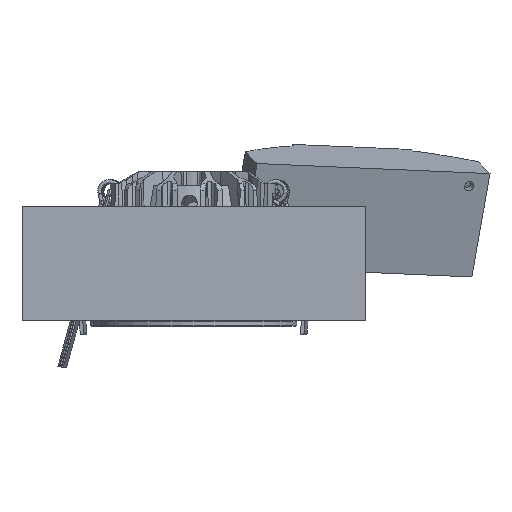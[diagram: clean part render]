
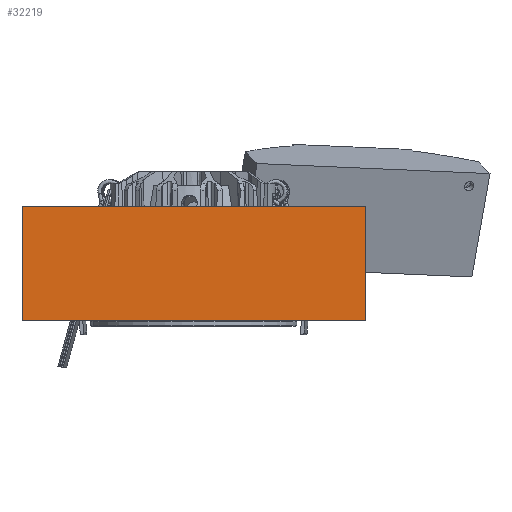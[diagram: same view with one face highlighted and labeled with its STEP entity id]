
A CAD part, left-side view. The second image highlights one B-rep face of the part: STEP entity #32219.
In plain terms, the highlighted face is planar.
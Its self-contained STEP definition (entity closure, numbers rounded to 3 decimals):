
#1263 = CARTESIAN_POINT ( 'NONE',  ( 0., 0., 0. ) ) ;
#1435 = EDGE_CURVE ( 'NONE', #59801, #14819, #21013, .T. ) ;
#1521 = CARTESIAN_POINT ( 'NONE',  ( -60., 0., 20. ) ) ;
#5803 = AXIS2_PLACEMENT_3D ( 'NONE', #1263, #43768, #15499 ) ;
#5825 = PLANE ( 'NONE',  #5803 ) ;
#5906 = CARTESIAN_POINT ( 'NONE',  ( -60., 0., -20. ) ) ;
#10693 = FACE_OUTER_BOUND ( 'NONE', #42176, .T. ) ;
#14159 = ORIENTED_EDGE ( 'NONE', *, *, #55149, .F. ) ;
#14819 = VERTEX_POINT ( 'NONE', #1521 ) ;
#15385 = DIRECTION ( 'NONE',  ( -1., 0., 0. ) ) ;
#15499 = DIRECTION ( 'NONE',  ( 0., 0., 1. ) ) ;
#16574 = CARTESIAN_POINT ( 'NONE',  ( 60., 0., -20. ) ) ;
#18159 = VERTEX_POINT ( 'NONE', #27427 ) ;
#21013 = LINE ( 'NONE', #53590, #47577 ) ;
#22827 = VECTOR ( 'NONE', #15385, 1000. ) ;
#25441 = ORIENTED_EDGE ( 'NONE', *, *, #1435, .F. ) ;
#26738 = LINE ( 'NONE', #43407, #51846 ) ;
#27427 = CARTESIAN_POINT ( 'NONE',  ( 60., 0., 20. ) ) ;
#27614 = EDGE_CURVE ( 'NONE', #18159, #51999, #29740, .T. ) ;
#29740 = LINE ( 'NONE', #56528, #53381 ) ;
#32219 = ADVANCED_FACE ( 'NONE', ( #10693 ), #5825, .F. ) ;
#36052 = LINE ( 'NONE', #5906, #22827 ) ;
#36270 = DIRECTION ( 'NONE',  ( 0., 0., 1. ) ) ;
#37903 = CARTESIAN_POINT ( 'NONE',  ( -60., 0., -20. ) ) ;
#38675 = DIRECTION ( 'NONE',  ( 1., 0., 0. ) ) ;
#42176 = EDGE_LOOP ( 'NONE', ( #56311, #14159, #25441, #54597 ) ) ;
#43407 = CARTESIAN_POINT ( 'NONE',  ( -60., 0., 20. ) ) ;
#43768 = DIRECTION ( 'NONE',  ( 0., 1., 0. ) ) ;
#47577 = VECTOR ( 'NONE', #36270, 1000. ) ;
#48568 = EDGE_CURVE ( 'NONE', #51999, #59801, #36052, .T. ) ;
#51796 = DIRECTION ( 'NONE',  ( 0., 0., -1. ) ) ;
#51846 = VECTOR ( 'NONE', #38675, 1000. ) ;
#51999 = VERTEX_POINT ( 'NONE', #16574 ) ;
#53381 = VECTOR ( 'NONE', #51796, 1000. ) ;
#53590 = CARTESIAN_POINT ( 'NONE',  ( -60., 0., -20. ) ) ;
#54597 = ORIENTED_EDGE ( 'NONE', *, *, #48568, .F. ) ;
#55149 = EDGE_CURVE ( 'NONE', #14819, #18159, #26738, .T. ) ;
#56311 = ORIENTED_EDGE ( 'NONE', *, *, #27614, .F. ) ;
#56528 = CARTESIAN_POINT ( 'NONE',  ( 60., 0., -20. ) ) ;
#59801 = VERTEX_POINT ( 'NONE', #37903 ) ;
